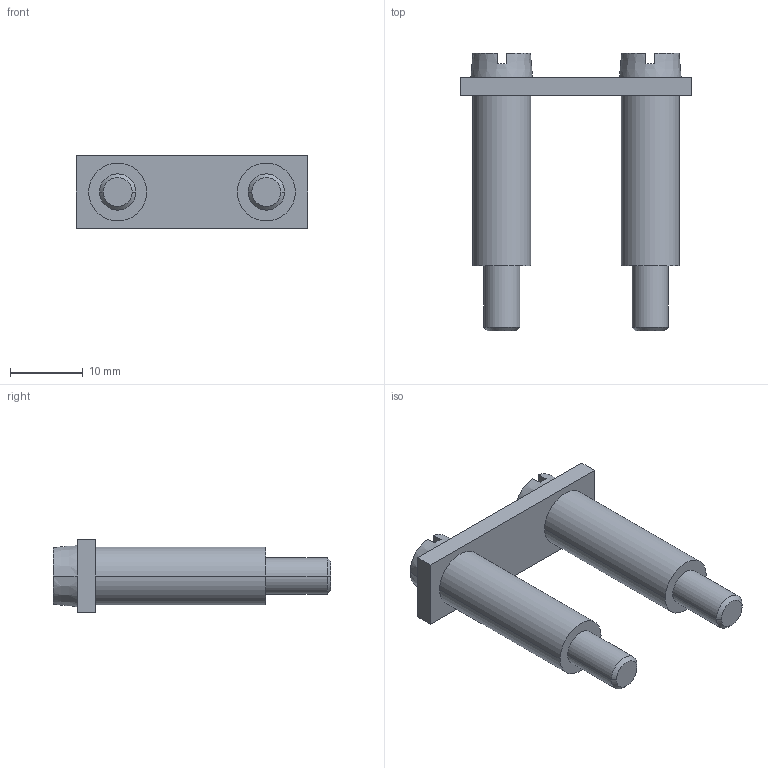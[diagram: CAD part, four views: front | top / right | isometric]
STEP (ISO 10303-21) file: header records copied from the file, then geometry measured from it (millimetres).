
FILE_DESCRIPTION((''),'2;1');
FILE_NAME('POF70_ASM','2022-09-21T13:56:31',('klemen.sitar'),('Audax d.o.o.'),'CREO PARAMETRIC BY PTC INC, 2021304','CREO PARAMETRIC BY PTC INC, 2021304','');
FILE_SCHEMA(('AP242_MANAGED_MODEL_BASED_3D_ENGINEERING_MIM_LF { 1 0 10303 442 1 1 4 }'));
Length unit declared in the file: millimetre
Products named in the file (2): POF70-10240; POF70_ASM
Assembly tree (1 placements, depth 2):
  POF70_ASM
    POF70-10240
Bounding box: 32 x 38.3 x 10 mm (x, y, z)
Volume: 3833 mm3; surface area: 2501.3 mm2
Topology: 1 solids, 1 shells, 36 faces, 80 edges, 52 vertices
Faces by surface type: plane 20, cylinder 8, cone 8
Entity records: 1843 total; most frequent: CARTESIAN_POINT 212, DIRECTION 188, ORIENTED_EDGE 160, COLOUR_RGB 145, PRESENTATION_STYLE_ASSIGNMENT 119, STYLED_ITEM 119, CURVE_STYLE 82, EDGE_CURVE 80
